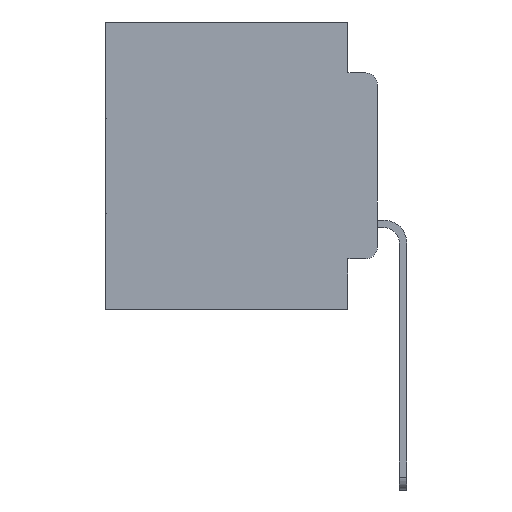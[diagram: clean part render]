
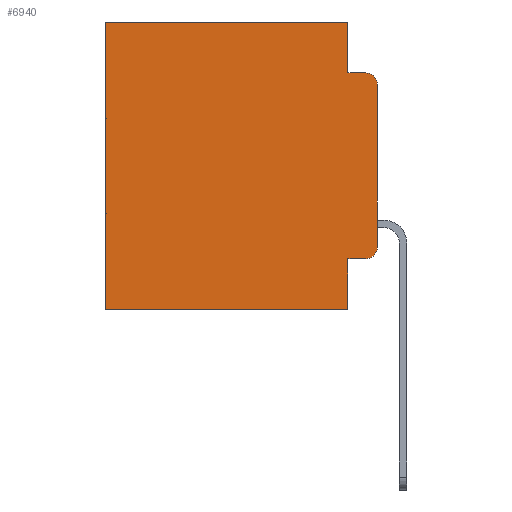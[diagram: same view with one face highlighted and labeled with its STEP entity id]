
A CAD part, left-side view. The second image highlights one B-rep face of the part: STEP entity #6940.
In plain terms, the highlighted planar face has unit normal (-1, 0, 0).
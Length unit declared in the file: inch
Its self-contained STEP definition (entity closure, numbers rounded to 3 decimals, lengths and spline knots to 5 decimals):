
#342 = EDGE_CURVE ( 'NONE', #3263, #2562, #9084, .T. ) ;
#584 = CARTESIAN_POINT ( 'NONE',  ( 0.298, 0.051, -0.4115 ) ) ;
#738 = VERTEX_POINT ( 'NONE', #14396 ) ;
#1226 = CARTESIAN_POINT ( 'NONE',  ( 0.298, 0.473, 0. ) ) ;
#1721 = VECTOR ( 'NONE', #8237, 39.37008 ) ;
#1803 = CARTESIAN_POINT ( 'NONE',  ( 0.298, 0.051, -0.0885 ) ) ;
#2046 = VERTEX_POINT ( 'NONE', #21069 ) ;
#2406 = VECTOR ( 'NONE', #23207, 39.37008 ) ;
#2562 = VERTEX_POINT ( 'NONE', #11212 ) ;
#2779 = EDGE_CURVE ( 'NONE', #16309, #3220, #22318, .T. ) ;
#3220 = VERTEX_POINT ( 'NONE', #31147 ) ;
#3263 = VERTEX_POINT ( 'NONE', #22098 ) ;
#3703 = VERTEX_POINT ( 'NONE', #10058 ) ;
#3793 = CARTESIAN_POINT ( 'NONE',  ( 0.298, 0.051, 0. ) ) ;
#3869 = CARTESIAN_POINT ( 'NONE',  ( 0.298, 0.051, 0. ) ) ;
#4044 = DIRECTION ( 'NONE',  ( 0., 1., 0. ) ) ;
#5144 = VECTOR ( 'NONE', #4044, 39.37008 ) ;
#5768 = CARTESIAN_POINT ( 'NONE',  ( 0.298, 0., 0. ) ) ;
#6266 = EDGE_CURVE ( 'NONE', #16309, #3703, #26507, .T. ) ;
#6390 = DIRECTION ( 'NONE',  ( 0., 0., -1. ) ) ;
#6940 = ADVANCED_FACE ( 'NONE', ( #26838 ), #25199, .F. ) ;
#7013 = DIRECTION ( 'NONE',  ( 0., -1., 0. ) ) ;
#7069 = ORIENTED_EDGE ( 'NONE', *, *, #2779, .T. ) ;
#7198 = ORIENTED_EDGE ( 'NONE', *, *, #30646, .T. ) ;
#8237 = DIRECTION ( 'NONE',  ( 0., 1., 0. ) ) ;
#8458 = ORIENTED_EDGE ( 'NONE', *, *, #24975, .F. ) ;
#8691 = ORIENTED_EDGE ( 'NONE', *, *, #6266, .F. ) ;
#9084 = LINE ( 'NONE', #12128, #9827 ) ;
#9620 = ORIENTED_EDGE ( 'NONE', *, *, #16274, .T. ) ;
#9827 = VECTOR ( 'NONE', #28670, 39.37008 ) ;
#10058 = CARTESIAN_POINT ( 'NONE',  ( 0.298, 0.051, -0.5 ) ) ;
#10077 = CARTESIAN_POINT ( 'NONE',  ( 0.298, 0.02, -0.3915 ) ) ;
#10255 = ORIENTED_EDGE ( 'NONE', *, *, #11095, .T. ) ;
#10968 = CARTESIAN_POINT ( 'NONE',  ( 0.298, 0., 0. ) ) ;
#11095 = EDGE_CURVE ( 'NONE', #28983, #738, #27309, .T. ) ;
#11142 = ORIENTED_EDGE ( 'NONE', *, *, #19087, .F. ) ;
#11212 = CARTESIAN_POINT ( 'NONE',  ( 0.298, 0., -0.3915 ) ) ;
#11503 = ORIENTED_EDGE ( 'NONE', *, *, #17464, .F. ) ;
#12128 = CARTESIAN_POINT ( 'NONE',  ( 0.298, 0., 0. ) ) ;
#12479 = DIRECTION ( 'NONE',  ( 0., 0., -1. ) ) ;
#13221 = DIRECTION ( 'NONE',  ( -1., 0., 0. ) ) ;
#13384 = DIRECTION ( 'NONE',  ( 0., 0., -1. ) ) ;
#13681 = DIRECTION ( 'NONE',  ( 0., 0., -1. ) ) ;
#14396 = CARTESIAN_POINT ( 'NONE',  ( 0.298, 0.473, -0.5 ) ) ;
#14455 = ORIENTED_EDGE ( 'NONE', *, *, #342, .F. ) ;
#14715 = ORIENTED_EDGE ( 'NONE', *, *, #25411, .T. ) ;
#14854 = LINE ( 'NONE', #5768, #1721 ) ;
#15337 = VECTOR ( 'NONE', #7013, 39.37008 ) ;
#15584 = VECTOR ( 'NONE', #13681, 39.37008 ) ;
#16264 = CARTESIAN_POINT ( 'NONE',  ( 0.298, 0.473, 0. ) ) ;
#16274 = EDGE_CURVE ( 'NONE', #22775, #28983, #14854, .T. ) ;
#16309 = VERTEX_POINT ( 'NONE', #584 ) ;
#17109 = CARTESIAN_POINT ( 'NONE',  ( 0.298, 0.051, -0.4115 ) ) ;
#17151 = EDGE_LOOP ( 'NONE', ( #14455, #14715, #11142, #11503, #9620, #10255, #8458, #8691, #7069, #7198 ) ) ;
#17153 = VERTEX_POINT ( 'NONE', #29280 ) ;
#17464 = EDGE_CURVE ( 'NONE', #22775, #17153, #22669, .T. ) ;
#17883 = LINE ( 'NONE', #18514, #5144 ) ;
#18514 = CARTESIAN_POINT ( 'NONE',  ( 0.298, 0., -0.5 ) ) ;
#18637 = CIRCLE ( 'NONE', #19801, 0.02 ) ;
#18707 = CARTESIAN_POINT ( 'NONE',  ( 0.298, 0.051, 0. ) ) ;
#19087 = EDGE_CURVE ( 'NONE', #17153, #2046, #22436, .T. ) ;
#19801 = AXIS2_PLACEMENT_3D ( 'NONE', #27428, #13221, #29728 ) ;
#21069 = CARTESIAN_POINT ( 'NONE',  ( 0.298, 0.02, -0.0885 ) ) ;
#21554 = VECTOR ( 'NONE', #28866, 39.37008 ) ;
#21796 = CIRCLE ( 'NONE', #22291, 0.02 ) ;
#22098 = CARTESIAN_POINT ( 'NONE',  ( 0.298, 0., -0.1085 ) ) ;
#22291 = AXIS2_PLACEMENT_3D ( 'NONE', #10077, #26710, #12479 ) ;
#22318 = LINE ( 'NONE', #17109, #21554 ) ;
#22436 = LINE ( 'NONE', #1803, #15337 ) ;
#22669 = LINE ( 'NONE', #3869, #15584 ) ;
#22775 = VERTEX_POINT ( 'NONE', #18707 ) ;
#23207 = DIRECTION ( 'NONE',  ( 0., 0., -1. ) ) ;
#24975 = EDGE_CURVE ( 'NONE', #3703, #738, #17883, .T. ) ;
#25199 = PLANE ( 'NONE',  #28553 ) ;
#25411 = EDGE_CURVE ( 'NONE', #3263, #2046, #18637, .T. ) ;
#25758 = VECTOR ( 'NONE', #6390, 39.37008 ) ;
#26507 = LINE ( 'NONE', #3793, #25758 ) ;
#26710 = DIRECTION ( 'NONE',  ( -1., 0., 0. ) ) ;
#26838 = FACE_OUTER_BOUND ( 'NONE', #17151, .T. ) ;
#27309 = LINE ( 'NONE', #1226, #2406 ) ;
#27428 = CARTESIAN_POINT ( 'NONE',  ( 0.298, 0.02, -0.1085 ) ) ;
#27574 = DIRECTION ( 'NONE',  ( 1., 0., 0. ) ) ;
#28553 = AXIS2_PLACEMENT_3D ( 'NONE', #10968, #27574, #13384 ) ;
#28670 = DIRECTION ( 'NONE',  ( 0., 0., -1. ) ) ;
#28866 = DIRECTION ( 'NONE',  ( 0., -1., 0. ) ) ;
#28983 = VERTEX_POINT ( 'NONE', #16264 ) ;
#29280 = CARTESIAN_POINT ( 'NONE',  ( 0.298, 0.051, -0.0885 ) ) ;
#29728 = DIRECTION ( 'NONE',  ( 0., 0., -1. ) ) ;
#30646 = EDGE_CURVE ( 'NONE', #3220, #2562, #21796, .T. ) ;
#31147 = CARTESIAN_POINT ( 'NONE',  ( 0.298, 0.02, -0.4115 ) ) ;
